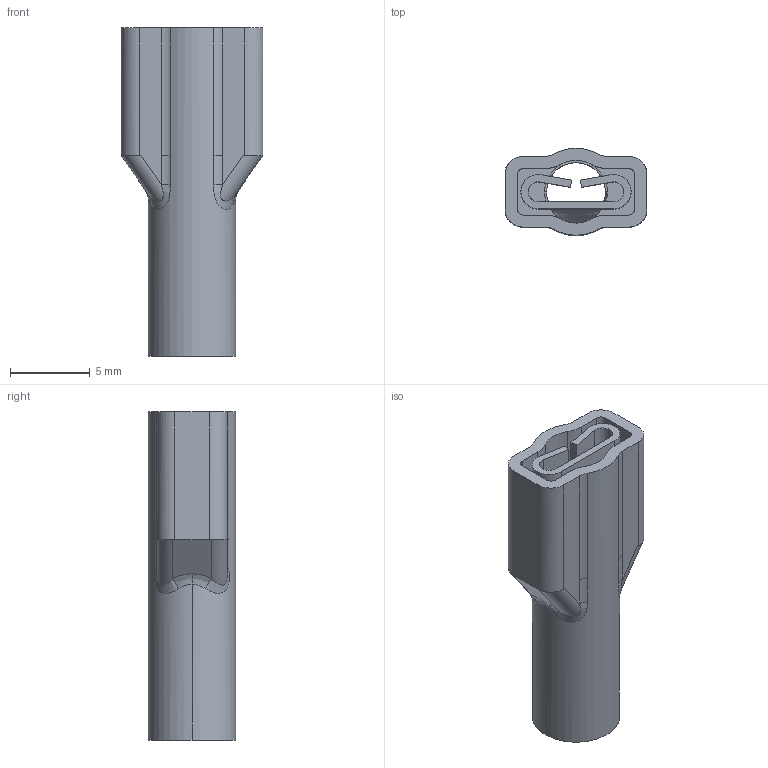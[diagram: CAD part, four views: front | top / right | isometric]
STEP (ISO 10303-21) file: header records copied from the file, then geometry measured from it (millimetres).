
FILE_DESCRIPTION(('FreeCAD Model'),'2;1');
FILE_NAME('Female_QuickConn-6_35mm-Full_insul-MNU18-187DFIK-Red.stp','2020-10-24T14:59:50',('Author'),(''), 'Open CASCADE STEP processor 7.3','FreeCAD','Unknown');
FILE_SCHEMA(('AUTOMOTIVE_DESIGN { 1 0 10303 214 1 1 1 1 }'));
Length unit declared in the file: millimetre
Products named in the file (1): QuickConn-6_35mm-Insul-Red
Bounding box: 8.89 x 5.46 x 20.57 mm (x, y, z)
Volume: 400.5 mm3; surface area: 1242.5 mm2
Topology: 2 solids, 2 shells, 89 faces, 1130 edges, 4660 vertices
Faces by surface type: plane 41, cylinder 38, bspline 10
Entity records: 14841 total; most frequent: CARTESIAN_POINT 7658, DIRECTION 1470, GEOMETRIC_CURVE_SET 905, TRIMMED_CURVE 904, LINE 610, VECTOR 610, ORIENTED_EDGE 452, AXIS2_PLACEMENT_3D 430
